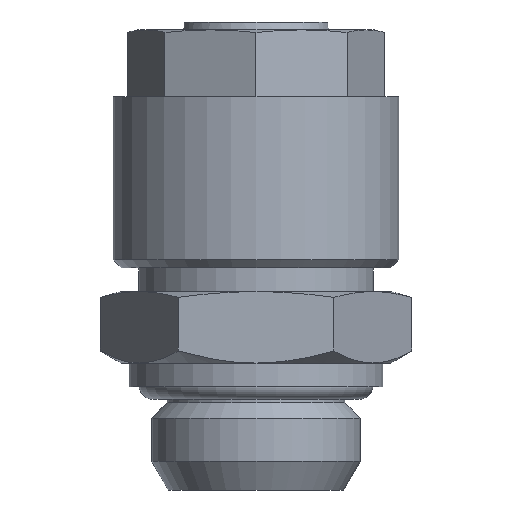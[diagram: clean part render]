
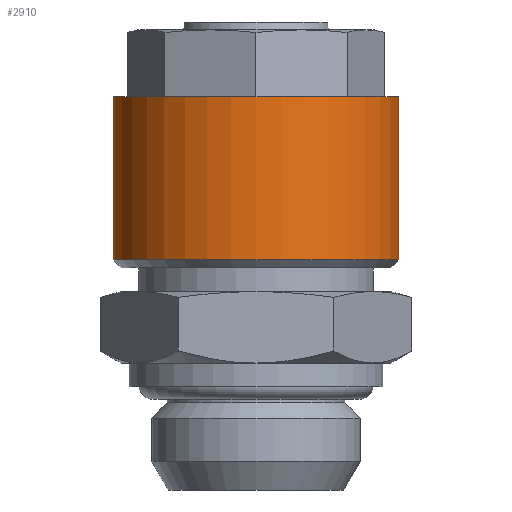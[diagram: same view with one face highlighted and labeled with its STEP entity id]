
A CAD part, front view. The second image highlights one B-rep face of the part: STEP entity #2910.
In plain terms, the highlighted cylindrical face has radius 9 mm (diameter 18 mm), a full revolution.
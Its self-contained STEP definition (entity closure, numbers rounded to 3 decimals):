
#1567=ORIENTED_EDGE('',*,*,#1821,.F.);
#1568=ORIENTED_EDGE('',*,*,#1822,.T.);
#1625=CIRCLE('',#2821,9.);
#1626=CIRCLE('',#2823,9.);
#1706=VERTEX_POINT('',#2647);
#1707=VERTEX_POINT('',#2650);
#1821=EDGE_CURVE('',#1706,#1706,#1625,.T.);
#1822=EDGE_CURVE('',#1707,#1707,#1626,.T.);
#1920=EDGE_LOOP('',(#1567));
#1921=EDGE_LOOP('',(#1568));
#2024=FACE_BOUND('',#1920,.T.);
#2025=FACE_BOUND('',#1921,.T.);
#2364=DIRECTION('',(0.,1.,0.));
#2365=DIRECTION('',(0.,0.,-9.));
#2366=DIRECTION('',(0.,1.,0.));
#2367=DIRECTION('',(1.,0.,0.));
#2368=DIRECTION('',(0.,1.,0.));
#2369=DIRECTION('',(0.,0.,9.));
#2647=CARTESIAN_POINT('',(26.989,25.395,-9.));
#2648=CARTESIAN_POINT('',(26.989,25.395,0.));
#2649=CARTESIAN_POINT('',(26.989,15.095,0.));
#2650=CARTESIAN_POINT('',(26.989,15.095,9.));
#2651=CARTESIAN_POINT('',(26.989,15.095,0.));
#2821=AXIS2_PLACEMENT_3D('',#2648,#2364,#2365);
#2822=AXIS2_PLACEMENT_3D('',#2649,#2366,#2367);
#2823=AXIS2_PLACEMENT_3D('',#2651,#2368,#2369);
#2844=CYLINDRICAL_SURFACE('',#2822,9.);
#2910=ADVANCED_FACE('',(#2024,#2025),#2844,.T.);
